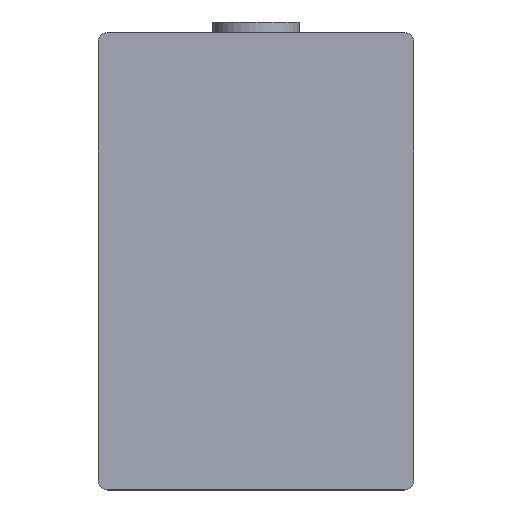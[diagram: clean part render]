
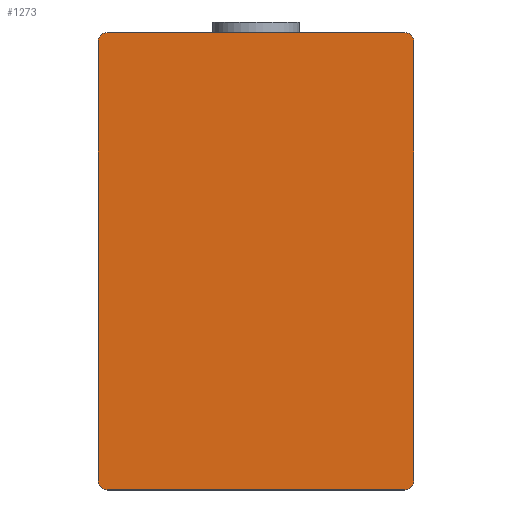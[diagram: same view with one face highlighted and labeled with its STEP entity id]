
A CAD part, top view. The second image highlights one B-rep face of the part: STEP entity #1273.
In plain terms, the highlighted planar face has unit normal (0, 0, 1).
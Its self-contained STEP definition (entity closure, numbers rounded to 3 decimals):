
#89=CIRCLE('',#1404,1.);
#90=CIRCLE('',#1406,1.);
#91=CIRCLE('',#1409,1.);
#92=CIRCLE('',#1412,1.);
#187=FACE_OUTER_BOUND('',#266,.T.);
#266=EDGE_LOOP('',(#1145,#1146,#1147,#1148,#1149,#1150,#1151,#1152));
#326=LINE('',#1917,#446);
#381=LINE('',#2196,#501);
#384=LINE('',#2206,#504);
#387=LINE('',#2214,#507);
#446=VECTOR('',#1528,10.);
#501=VECTOR('',#1757,10.);
#504=VECTOR('',#1770,10.);
#507=VECTOR('',#1779,10.);
#550=VERTEX_POINT('',#1914);
#551=VERTEX_POINT('',#1916);
#615=VERTEX_POINT('',#2193);
#616=VERTEX_POINT('',#2195);
#617=VERTEX_POINT('',#2201);
#618=VERTEX_POINT('',#2205);
#619=VERTEX_POINT('',#2209);
#620=VERTEX_POINT('',#2213);
#682=EDGE_CURVE('',#551,#550,#326,.T.);
#789=EDGE_CURVE('',#616,#615,#381,.T.);
#791=EDGE_CURVE('',#550,#616,#89,.T.);
#792=EDGE_CURVE('',#617,#551,#90,.T.);
#794=EDGE_CURVE('',#618,#617,#384,.T.);
#796=EDGE_CURVE('',#619,#618,#91,.T.);
#798=EDGE_CURVE('',#620,#619,#387,.T.);
#800=EDGE_CURVE('',#615,#620,#92,.T.);
#1145=ORIENTED_EDGE('',*,*,#800,.T.);
#1146=ORIENTED_EDGE('',*,*,#798,.T.);
#1147=ORIENTED_EDGE('',*,*,#796,.T.);
#1148=ORIENTED_EDGE('',*,*,#794,.T.);
#1149=ORIENTED_EDGE('',*,*,#792,.T.);
#1150=ORIENTED_EDGE('',*,*,#682,.T.);
#1151=ORIENTED_EDGE('',*,*,#791,.T.);
#1152=ORIENTED_EDGE('',*,*,#789,.T.);
#1199=PLANE('',#1413);
#1273=ADVANCED_FACE('',(#187),#1199,.T.);
#1404=AXIS2_PLACEMENT_3D('',#2199,#1761,#1762);
#1406=AXIS2_PLACEMENT_3D('',#2202,#1765,#1766);
#1409=AXIS2_PLACEMENT_3D('',#2210,#1774,#1775);
#1412=AXIS2_PLACEMENT_3D('',#2217,#1783,#1784);
#1413=AXIS2_PLACEMENT_3D('',#2218,#1785,#1786);
#1528=DIRECTION('',(-1.,0.,0.));
#1757=DIRECTION('',(0.,-1.,0.));
#1761=DIRECTION('center_axis',(0.,0.,1.));
#1762=DIRECTION('ref_axis',(0.,1.,0.));
#1765=DIRECTION('center_axis',(0.,0.,1.));
#1766=DIRECTION('ref_axis',(1.,0.,0.));
#1770=DIRECTION('',(0.,1.,0.));
#1774=DIRECTION('center_axis',(0.,0.,1.));
#1775=DIRECTION('ref_axis',(0.,-1.,0.));
#1779=DIRECTION('',(1.,0.,0.));
#1783=DIRECTION('center_axis',(0.,0.,1.));
#1784=DIRECTION('ref_axis',(-1.,0.,0.));
#1785=DIRECTION('center_axis',(0.,0.,1.));
#1786=DIRECTION('ref_axis',(-1.,0.,0.));
#1914=CARTESIAN_POINT('',(-16.108,47.508,23.94));
#1916=CARTESIAN_POINT('',(16.108,47.508,23.94));
#1917=CARTESIAN_POINT('',(16.108,47.508,23.94));
#2193=CARTESIAN_POINT('',(-17.108,-1.,23.94));
#2195=CARTESIAN_POINT('',(-17.108,46.508,23.94));
#2196=CARTESIAN_POINT('',(-17.108,46.508,23.94));
#2199=CARTESIAN_POINT('Origin',(-16.108,46.508,23.94));
#2201=CARTESIAN_POINT('',(17.108,46.508,23.94));
#2202=CARTESIAN_POINT('Origin',(16.108,46.508,23.94));
#2205=CARTESIAN_POINT('',(17.108,-1.,23.94));
#2206=CARTESIAN_POINT('',(17.108,-1.,23.94));
#2209=CARTESIAN_POINT('',(16.108,-2.,23.94));
#2210=CARTESIAN_POINT('Origin',(16.108,-1.,23.94));
#2213=CARTESIAN_POINT('',(-16.108,-2.,23.94));
#2214=CARTESIAN_POINT('',(-16.108,-2.,23.94));
#2217=CARTESIAN_POINT('Origin',(-16.108,-1.,23.94));
#2218=CARTESIAN_POINT('Origin',(0.,22.754,23.94));
